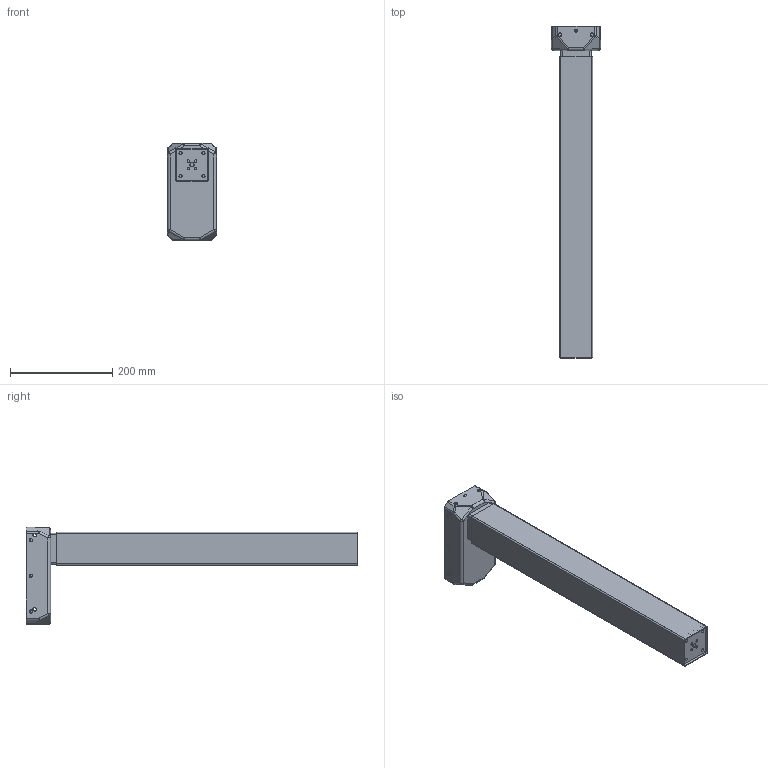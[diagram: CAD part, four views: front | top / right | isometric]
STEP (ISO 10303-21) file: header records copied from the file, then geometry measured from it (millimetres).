
FILE_DESCRIPTION((''),'2;1');
FILE_NAME('JS36DS9-2-S_ASM','2020-01-09T09:11:43',('Administrator'),('捷昌驱动'),'CREO PARAMETRIC BY PTC INC, 2018500','CREO PARAMETRIC BY PTC INC, 2018500','');
FILE_SCHEMA(('CONFIG_CONTROL_DESIGN'));
Length unit declared in the file: millimetre
Products named in the file (19): PRT0614_1_1_1_1_1; PRT0615_1_1_1_1_1; PRT0616_1_1_1_1_1; PRT0617_1_1_1_1_1; PRT0618_1_1_1_1_1; PRT0619_1_1_1_1_1; PRT0620_1_1_1_1_1; ASM0086_ASM_1_1_ASM_1_ASM_1_ASM; PRT0578_1_1_1_1_1; ASM0085_ASM_1_1_ASM_1_ASM_1_ASM; PRT0622_1_1_1_1_1; PRT0623_1_1_1_1_1; ASM0083_ASM_1_1_ASM_1_ASM_1_ASM; PRT0621_1_1_1_1_1; ASM0084_ASM_1_1_ASM_1_ASM_1_ASM; ASM0087_ASM_1_1_ASM_1_ASM_1_ASM; YOUKONGDS9-3-S_ASM_1_ASM_1_ASM; 212121_ASM_1_ASM; JS36DS9-2-S_ASM
Assembly tree (18 placements, depth 6):
  JS36DS9-2-S_ASM
    212121_ASM_1_ASM
      YOUKONGDS9-3-S_ASM_1_ASM_1_ASM
        ASM0087_ASM_1_1_ASM_1_ASM_1_ASM
          ASM0086_ASM_1_1_ASM_1_ASM_1_ASM
            PRT0614_1_1_1_1_1
            PRT0615_1_1_1_1_1
            PRT0616_1_1_1_1_1
            PRT0617_1_1_1_1_1
            PRT0618_1_1_1_1_1
            PRT0619_1_1_1_1_1
            PRT0620_1_1_1_1_1
          ASM0085_ASM_1_1_ASM_1_ASM_1_ASM
            PRT0578_1_1_1_1_1
          ASM0083_ASM_1_1_ASM_1_ASM_1_ASM
            PRT0622_1_1_1_1_1
            PRT0623_1_1_1_1_1
          ASM0084_ASM_1_1_ASM_1_ASM_1_ASM
            PRT0621_1_1_1_1_1
Bounding box: 96 x 650 x 190.75 mm (x, y, z)
Volume: 605538.6 mm3; surface area: 703609.7 mm2
Topology: 11 solids, 11 shells, 443 faces, 1292 edges, 844 vertices
Faces by surface type: plane 217, cylinder 172, sphere 32, torus 18, bspline 4
Entity records: 15664 total; most frequent: CARTESIAN_POINT 3252, DIRECTION 2632, ORIENTED_EDGE 2520, EDGE_CURVE 1260, AXIS2_PLACEMENT_3D 960, VERTEX_POINT 844, VECTOR 712, LINE 712
